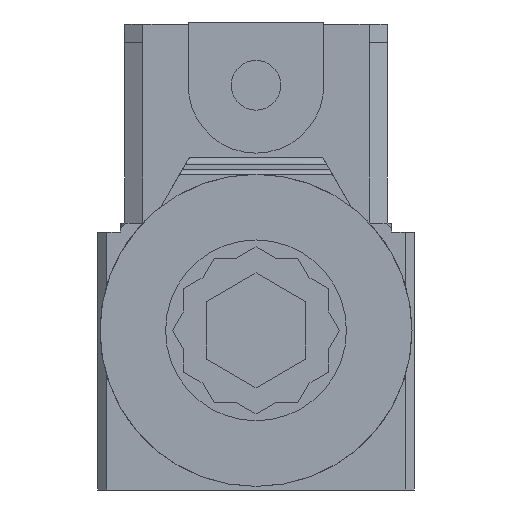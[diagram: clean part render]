
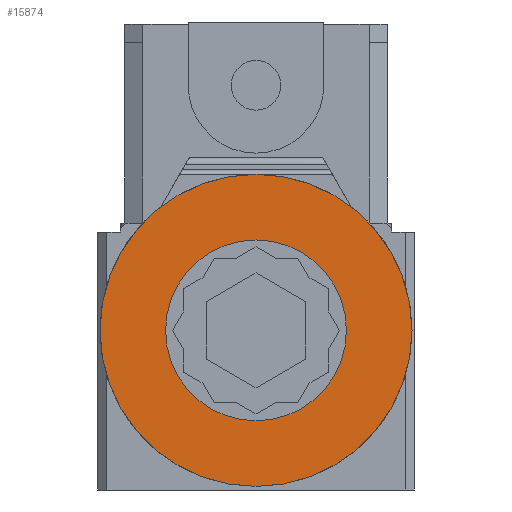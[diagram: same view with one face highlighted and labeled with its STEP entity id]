
A CAD part, left-side view. The second image highlights one B-rep face of the part: STEP entity #15874.
In plain terms, the highlighted planar face has unit normal (-1, 0, 0).
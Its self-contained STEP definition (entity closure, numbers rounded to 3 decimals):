
#755 = CARTESIAN_POINT ( 'NONE',  ( -116.6, 0., 25.8 ) ) ;
#1666 = DIRECTION ( 'NONE',  ( -1., 0., 0. ) ) ;
#3019 = EDGE_LOOP ( 'NONE', ( #29345, #11622 ) ) ;
#4127 = EDGE_CURVE ( 'NONE', #23229, #28107, #19060, .T. ) ;
#4697 = DIRECTION ( 'NONE',  ( 0., 0., 1. ) ) ;
#5564 = DIRECTION ( 'NONE',  ( -1., 0., 0. ) ) ;
#6230 = CARTESIAN_POINT ( 'NONE',  ( -116.6, 0., -14.2 ) ) ;
#6727 = CARTESIAN_POINT ( 'NONE',  ( -116.6, 0., 5.8 ) ) ;
#7600 = DIRECTION ( 'NONE',  ( -1., 0., 0. ) ) ;
#7674 = CIRCLE ( 'NONE', #27350, 34.5 ) ;
#7911 = DIRECTION ( 'NONE',  ( 0., 1., 0. ) ) ;
#10256 = CIRCLE ( 'NONE', #24918, 20. ) ;
#11269 = FACE_OUTER_BOUND ( 'NONE', #21336, .T. ) ;
#11463 = DIRECTION ( 'NONE',  ( -1., 0., 0. ) ) ;
#11616 = EDGE_CURVE ( 'NONE', #28107, #23229, #7674, .T. ) ;
#11622 = ORIENTED_EDGE ( 'NONE', *, *, #22911, .F. ) ;
#13483 = PLANE ( 'NONE',  #24646 ) ;
#13869 = CIRCLE ( 'NONE', #19480, 20. ) ;
#14299 = DIRECTION ( 'NONE',  ( 0., 1., 0. ) ) ;
#14629 = DIRECTION ( 'NONE',  ( -1., 0., 0. ) ) ;
#15874 = ADVANCED_FACE ( 'NONE', ( #11269, #16338 ), #13483, .T. ) ;
#16271 = CARTESIAN_POINT ( 'NONE',  ( -116.6, 0., 40.3 ) ) ;
#16338 = FACE_BOUND ( 'NONE', #3019, .T. ) ;
#17723 = CARTESIAN_POINT ( 'NONE',  ( -116.6, 0., 5.8 ) ) ;
#18120 = ORIENTED_EDGE ( 'NONE', *, *, #4127, .T. ) ;
#18358 = VERTEX_POINT ( 'NONE', #755 ) ;
#19060 = CIRCLE ( 'NONE', #29202, 34.5 ) ;
#19480 = AXIS2_PLACEMENT_3D ( 'NONE', #26666, #14629, #4697 ) ;
#20216 = CARTESIAN_POINT ( 'NONE',  ( -116.6, 0., -28.7 ) ) ;
#20970 = ORIENTED_EDGE ( 'NONE', *, *, #11616, .T. ) ;
#21336 = EDGE_LOOP ( 'NONE', ( #20970, #18120 ) ) ;
#21966 = CARTESIAN_POINT ( 'NONE',  ( -116.6, 0., 5.8 ) ) ;
#22146 = DIRECTION ( 'NONE',  ( 0., 0., 1. ) ) ;
#22567 = DIRECTION ( 'NONE',  ( 0., 1., 0. ) ) ;
#22911 = EDGE_CURVE ( 'NONE', #18358, #27113, #10256, .T. ) ;
#23229 = VERTEX_POINT ( 'NONE', #16271 ) ;
#24646 = AXIS2_PLACEMENT_3D ( 'NONE', #24957, #1666, #22567 ) ;
#24918 = AXIS2_PLACEMENT_3D ( 'NONE', #17723, #5564, #22146 ) ;
#24957 = CARTESIAN_POINT ( 'NONE',  ( -116.6, 0., 5.8 ) ) ;
#26666 = CARTESIAN_POINT ( 'NONE',  ( -116.6, 0., 5.8 ) ) ;
#27113 = VERTEX_POINT ( 'NONE', #6230 ) ;
#27350 = AXIS2_PLACEMENT_3D ( 'NONE', #6727, #11463, #14299 ) ;
#28107 = VERTEX_POINT ( 'NONE', #20216 ) ;
#29202 = AXIS2_PLACEMENT_3D ( 'NONE', #21966, #7600, #7911 ) ;
#29241 = EDGE_CURVE ( 'NONE', #27113, #18358, #13869, .T. ) ;
#29345 = ORIENTED_EDGE ( 'NONE', *, *, #29241, .F. ) ;
